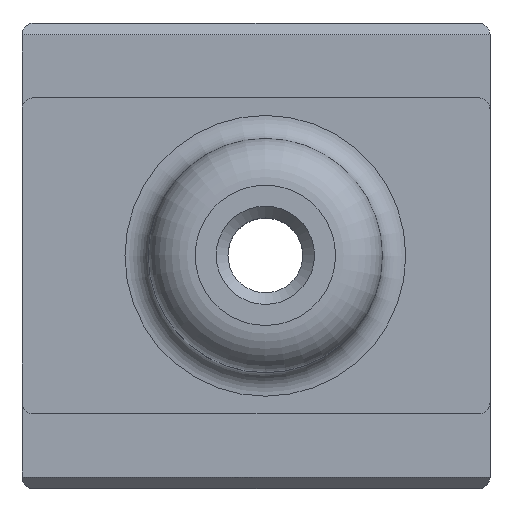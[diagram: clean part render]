
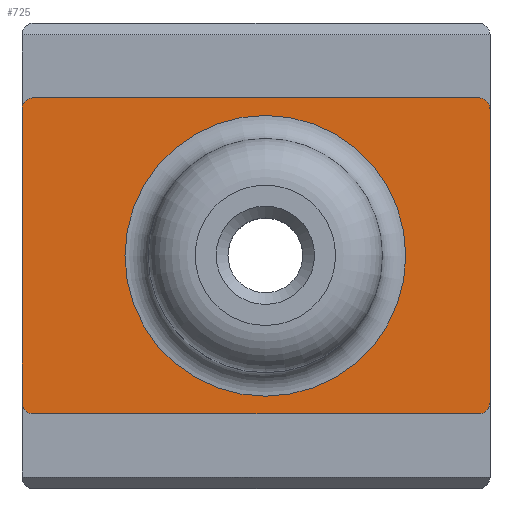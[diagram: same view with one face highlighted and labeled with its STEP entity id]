
A CAD part, top view. The second image highlights one B-rep face of the part: STEP entity #725.
In plain terms, the highlighted planar face has unit normal (0, 0, 1).
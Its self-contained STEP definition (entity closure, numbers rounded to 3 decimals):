
#41=CIRCLE('',#793,0.5);
#42=CIRCLE('',#794,0.5);
#43=CIRCLE('',#795,0.5);
#44=CIRCLE('',#796,0.5);
#45=CIRCLE('',#797,6.);
#66=FACE_BOUND('',#120,.T.);
#73=FACE_OUTER_BOUND('',#119,.T.);
#119=EDGE_LOOP('',(#501,#502,#503,#504,#505,#506,#507,#508));
#120=EDGE_LOOP('',(#509));
#183=LINE('',#1145,#255);
#184=LINE('',#1149,#256);
#185=LINE('',#1153,#257);
#186=LINE('',#1157,#258);
#255=VECTOR('',#898,1.);
#256=VECTOR('',#901,1.);
#257=VECTOR('',#904,1.);
#258=VECTOR('',#907,1.);
#329=VERTEX_POINT('',#1143);
#330=VERTEX_POINT('',#1144);
#331=VERTEX_POINT('',#1146);
#332=VERTEX_POINT('',#1148);
#333=VERTEX_POINT('',#1150);
#334=VERTEX_POINT('',#1152);
#335=VERTEX_POINT('',#1154);
#336=VERTEX_POINT('',#1156);
#337=VERTEX_POINT('',#1159);
#395=EDGE_CURVE('',#329,#330,#183,.T.);
#396=EDGE_CURVE('',#331,#330,#41,.T.);
#397=EDGE_CURVE('',#332,#331,#184,.T.);
#398=EDGE_CURVE('',#332,#333,#42,.T.);
#399=EDGE_CURVE('',#333,#334,#185,.T.);
#400=EDGE_CURVE('',#334,#335,#43,.T.);
#401=EDGE_CURVE('',#336,#335,#186,.T.);
#402=EDGE_CURVE('',#329,#336,#44,.T.);
#403=EDGE_CURVE('',#337,#337,#45,.T.);
#501=ORIENTED_EDGE('',*,*,#395,.T.);
#502=ORIENTED_EDGE('',*,*,#396,.F.);
#503=ORIENTED_EDGE('',*,*,#397,.F.);
#504=ORIENTED_EDGE('',*,*,#398,.T.);
#505=ORIENTED_EDGE('',*,*,#399,.T.);
#506=ORIENTED_EDGE('',*,*,#400,.T.);
#507=ORIENTED_EDGE('',*,*,#401,.F.);
#508=ORIENTED_EDGE('',*,*,#402,.F.);
#509=ORIENTED_EDGE('',*,*,#403,.F.);
#696=PLANE('',#792);
#725=ADVANCED_FACE('',(#73,#66),#696,.T.);
#792=AXIS2_PLACEMENT_3D('',#1142,#896,#897);
#793=AXIS2_PLACEMENT_3D('',#1147,#899,#900);
#794=AXIS2_PLACEMENT_3D('',#1151,#902,#903);
#795=AXIS2_PLACEMENT_3D('',#1155,#905,#906);
#796=AXIS2_PLACEMENT_3D('',#1158,#908,#909);
#797=AXIS2_PLACEMENT_3D('',#1160,#910,#911);
#896=DIRECTION('center_axis',(0.,0.,
1.));
#897=DIRECTION('ref_axis',(1.,0.,0.));
#898=DIRECTION('',(-1.,0.,0.));
#899=DIRECTION('center_axis',(0.,0.,
-1.));
#900=DIRECTION('ref_axis',(0.,-1.,0.));
#901=DIRECTION('',(0.,1.,0.));
#902=DIRECTION('center_axis',(0.,0.,
1.));
#903=DIRECTION('ref_axis',(0.,1.,0.));
#904=DIRECTION('',(1.,0.,0.));
#905=DIRECTION('center_axis',(0.,0.,
1.));
#906=DIRECTION('ref_axis',(0.,1.,0.));
#907=DIRECTION('',(0.,-1.,0.));
#908=DIRECTION('center_axis',(0.,0.,
-1.));
#909=DIRECTION('ref_axis',(0.,-1.,0.));
#910=DIRECTION('center_axis',(0.,0.,
1.));
#911=DIRECTION('ref_axis',(0.,1.,0.));
#1142=CARTESIAN_POINT('Origin',(696.5,469.5,605.5));
#1143=CARTESIAN_POINT('',(703.,476.25,605.5));
#1144=CARTESIAN_POINT('',(684.,476.25,605.5));
#1145=CARTESIAN_POINT('',(708.5,476.25,605.5));
#1146=CARTESIAN_POINT('',(683.5,475.75,605.5));
#1147=CARTESIAN_POINT('Origin',(684.,475.75,605.5));
#1148=CARTESIAN_POINT('',(683.5,463.25,605.5));
#1149=CARTESIAN_POINT('',(683.5,449.5,605.5));
#1150=CARTESIAN_POINT('',(684.,462.75,605.5));
#1151=CARTESIAN_POINT('Origin',(684.,463.25,605.5));
#1152=CARTESIAN_POINT('',(703.,462.75,605.5));
#1153=CARTESIAN_POINT('',(708.5,462.75,605.5));
#1154=CARTESIAN_POINT('',(703.5,463.25,605.5));
#1155=CARTESIAN_POINT('Origin',(703.,463.25,605.5));
#1156=CARTESIAN_POINT('',(703.5,475.75,605.5));
#1157=CARTESIAN_POINT('',(703.5,449.5,605.5));
#1158=CARTESIAN_POINT('Origin',(703.,475.75,605.5));
#1159=CARTESIAN_POINT('',(693.9,463.5,605.5));
#1160=CARTESIAN_POINT('Origin',(693.9,469.5,605.5));
